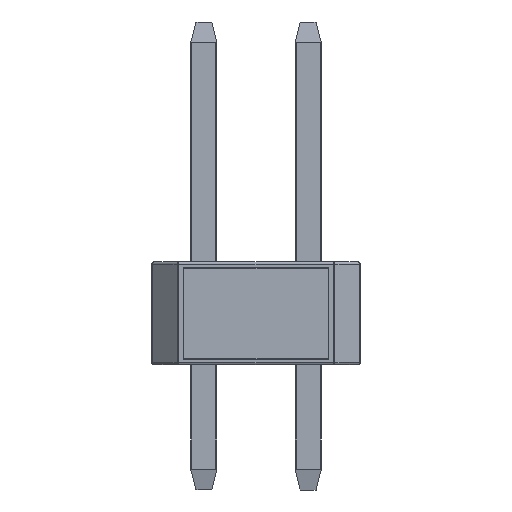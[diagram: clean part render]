
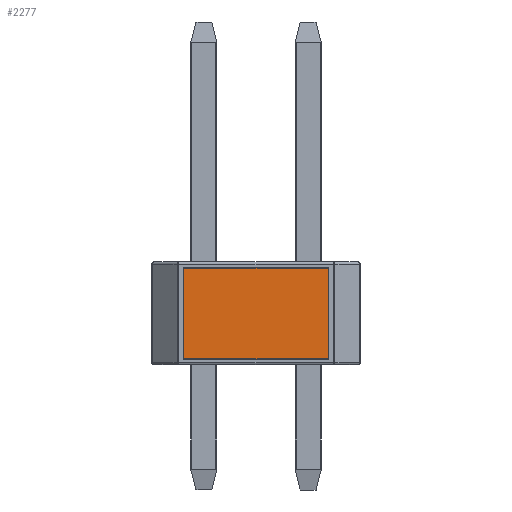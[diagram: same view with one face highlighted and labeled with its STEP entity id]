
A CAD part, left-side view. The second image highlights one B-rep face of the part: STEP entity #2277.
In plain terms, the highlighted planar face has unit normal (-1, 0, 0).
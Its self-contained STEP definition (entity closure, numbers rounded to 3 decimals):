
#326=FACE_OUTER_BOUND('',#452,.T.);
#452=EDGE_LOOP('',(#1854,#1855,#1856,#1857));
#591=LINE('',#3526,#807);
#592=LINE('',#3531,#808);
#595=LINE('',#3539,#811);
#597=LINE('',#3542,#813);
#807=VECTOR('',#2825,10.);
#808=VECTOR('',#2830,10.);
#811=VECTOR('',#2839,10.);
#813=VECTOR('',#2843,10.);
#1004=VERTEX_POINT('',#3523);
#1005=VERTEX_POINT('',#3525);
#1006=VERTEX_POINT('',#3529);
#1007=VERTEX_POINT('',#3530);
#1220=EDGE_CURVE('',#1005,#1004,#591,.T.);
#1222=EDGE_CURVE('',#1006,#1007,#592,.T.);
#1227=EDGE_CURVE('',#1004,#1006,#595,.T.);
#1229=EDGE_CURVE('',#1007,#1005,#597,.T.);
#1854=ORIENTED_EDGE('',*,*,#1227,.T.);
#1855=ORIENTED_EDGE('',*,*,#1222,.T.);
#1856=ORIENTED_EDGE('',*,*,#1229,.T.);
#1857=ORIENTED_EDGE('',*,*,#1220,.T.);
#2040=PLANE('',#2523);
#2277=ADVANCED_FACE('',(#326),#2040,.T.);
#2523=AXIS2_PLACEMENT_3D('',#3740,#3094,#3095);
#2825=DIRECTION('',(0.,1.,0.));
#2830=DIRECTION('',(0.,-1.,0.));
#2839=DIRECTION('',(0.,0.,-1.));
#2843=DIRECTION('',(0.,0.,1.));
#3094=DIRECTION('center_axis',(-1.,0.,0.));
#3095=DIRECTION('ref_axis',(0.,0.,1.));
#3523=CARTESIAN_POINT('',(-1.27,3.023,2.35));
#3525=CARTESIAN_POINT('',(-1.27,-0.488,2.35));
#3526=CARTESIAN_POINT('',(-1.27,3.023,2.35));
#3529=CARTESIAN_POINT('',(-1.27,3.023,0.15));
#3530=CARTESIAN_POINT('',(-1.27,-0.488,0.15));
#3531=CARTESIAN_POINT('',(-1.27,-0.488,0.15));
#3539=CARTESIAN_POINT('',(-1.27,3.023,0.15));
#3542=CARTESIAN_POINT('',(-1.27,-0.488,2.35));
#3740=CARTESIAN_POINT('Origin',(-1.27,1.268,1.25));
